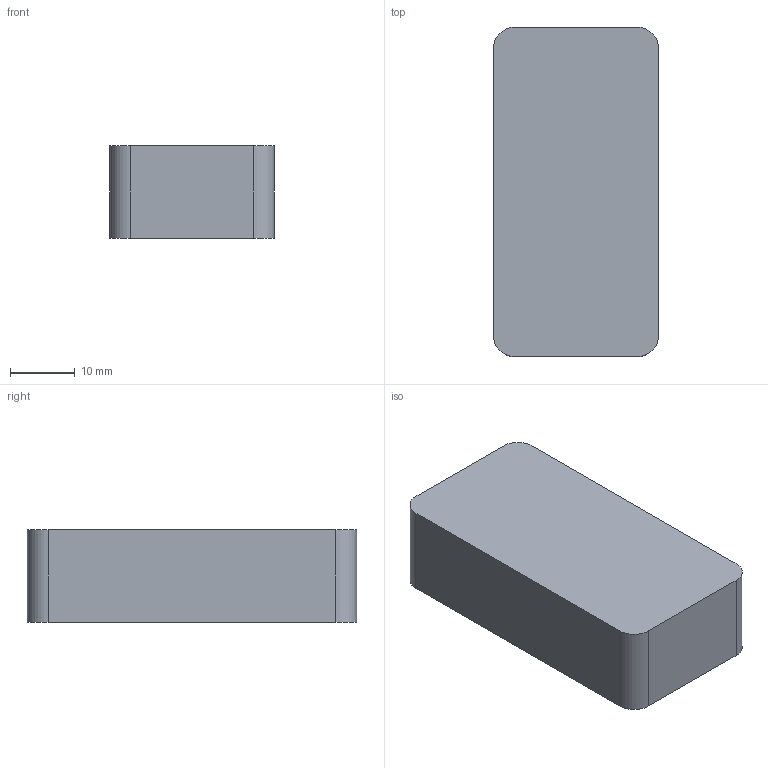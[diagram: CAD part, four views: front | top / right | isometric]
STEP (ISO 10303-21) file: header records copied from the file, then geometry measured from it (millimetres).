
FILE_DESCRIPTION(/* description */ (''),/* implementation_level */ '2;1');
FILE_NAME(/* name */ 'aaa337937_a.stp',/* time_stamp */ '2019-09-19T14:27:36+02:00',/* author */ (''),/* organization */ ('SMS'),/* preprocessor_version */ 'ST-DEVELOPER v16.7',/* originating_system */ 'SIEMENS PLM Software NX 12.0',/* authorisation */ '');
FILE_SCHEMA (('AUTOMOTIVE_DESIGN { 1 0 10303 214 3 1 1 1 }'));
Length unit declared in the file: millimetre
Products named in the file (1): AAA337937_A
Bounding box: 25.4 x 50.8 x 14.2 mm (x, y, z)
Volume: 17978.4 mm3; surface area: 4767.1 mm2
Topology: 1 solids, 1 shells, 14 faces, 36 edges, 27 vertices
Faces by surface type: plane 7, cylinder 4, cone 2, bspline 1
Entity records: 546 total; most frequent: CARTESIAN_POINT 176, DIRECTION 72, ORIENTED_EDGE 56, EDGE_CURVE 28, AXIS2_PLACEMENT_3D 28, VERTEX_POINT 21, EDGE_LOOP 18, LINE 16
